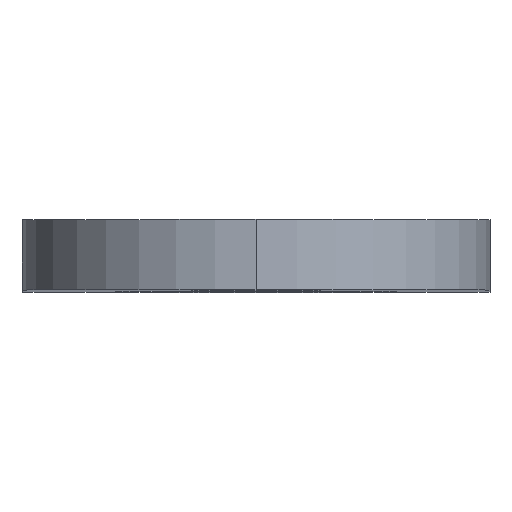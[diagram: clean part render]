
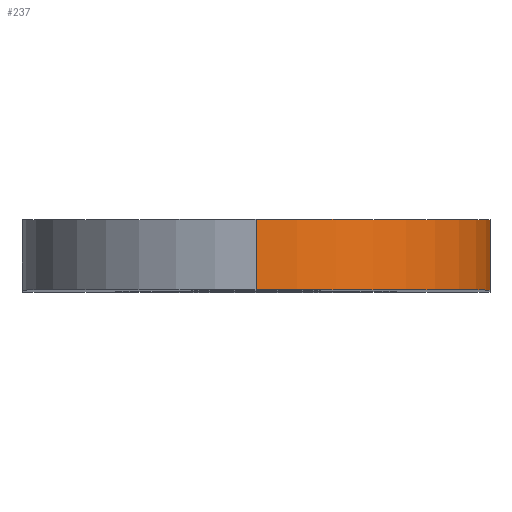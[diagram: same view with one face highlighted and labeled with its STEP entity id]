
A CAD part, top view. The second image highlights one B-rep face of the part: STEP entity #237.
In plain terms, the highlighted cylindrical face has radius 10 mm (diameter 20 mm), a partial arc.
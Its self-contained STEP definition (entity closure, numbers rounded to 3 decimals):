
#3 = CYLINDRICAL_SURFACE ( 'NONE', #349, 10. ) ;
#19 = DIRECTION ( 'NONE',  ( 0., -1., 0. ) ) ;
#26 = CARTESIAN_POINT ( 'NONE',  ( 10., 3., 25. ) ) ;
#33 = LINE ( 'NONE', #26, #592 ) ;
#53 = EDGE_CURVE ( 'NONE', #166, #468, #33, .T. ) ;
#128 = VERTEX_POINT ( 'NONE', #707 ) ;
#132 = CARTESIAN_POINT ( 'NONE',  ( 0., 3., 35. ) ) ;
#141 = DIRECTION ( 'NONE',  ( 0., 1., 0. ) ) ;
#152 = VECTOR ( 'NONE', #141, 1000. ) ;
#166 = VERTEX_POINT ( 'NONE', #508 ) ;
#208 = CARTESIAN_POINT ( 'NONE',  ( 0., 0., 25. ) ) ;
#229 = VERTEX_POINT ( 'NONE', #132 ) ;
#237 = ADVANCED_FACE ( 'NONE', ( #617 ), #3, .T. ) ;
#259 = CARTESIAN_POINT ( 'NONE',  ( 0., 3., 25. ) ) ;
#286 = DIRECTION ( 'NONE',  ( 0., 0., 1. ) ) ;
#287 = ORIENTED_EDGE ( 'NONE', *, *, #53, .F. ) ;
#296 = ORIENTED_EDGE ( 'NONE', *, *, #374, .F. ) ;
#333 = AXIS2_PLACEMENT_3D ( 'NONE', #208, #690, #696 ) ;
#345 = CIRCLE ( 'NONE', #794, 10. ) ;
#349 = AXIS2_PLACEMENT_3D ( 'NONE', #259, #629, #497 ) ;
#374 = EDGE_CURVE ( 'NONE', #229, #166, #345, .T. ) ;
#402 = CARTESIAN_POINT ( 'NONE',  ( 10., 0., 25. ) ) ;
#407 = CARTESIAN_POINT ( 'NONE',  ( 0., 3., 25. ) ) ;
#455 = CARTESIAN_POINT ( 'NONE',  ( 0., 3., 35. ) ) ;
#468 = VERTEX_POINT ( 'NONE', #402 ) ;
#489 = CIRCLE ( 'NONE', #333, 10. ) ;
#497 = DIRECTION ( 'NONE',  ( 0., 0., -1. ) ) ;
#500 = ORIENTED_EDGE ( 'NONE', *, *, #775, .F. ) ;
#508 = CARTESIAN_POINT ( 'NONE',  ( 10., 3., 25. ) ) ;
#592 = VECTOR ( 'NONE', #19, 1000. ) ;
#598 = ORIENTED_EDGE ( 'NONE', *, *, #741, .F. ) ;
#617 = FACE_OUTER_BOUND ( 'NONE', #654, .T. ) ;
#629 = DIRECTION ( 'NONE',  ( 0., -1., 0. ) ) ;
#654 = EDGE_LOOP ( 'NONE', ( #287, #296, #500, #598 ) ) ;
#690 = DIRECTION ( 'NONE',  ( 0., -1., 0. ) ) ;
#696 = DIRECTION ( 'NONE',  ( 0., 0., 1. ) ) ;
#703 = DIRECTION ( 'NONE',  ( 0., 1., 0. ) ) ;
#707 = CARTESIAN_POINT ( 'NONE',  ( 0., 0., 35. ) ) ;
#741 = EDGE_CURVE ( 'NONE', #468, #128, #489, .T. ) ;
#765 = LINE ( 'NONE', #455, #152 ) ;
#775 = EDGE_CURVE ( 'NONE', #128, #229, #765, .T. ) ;
#794 = AXIS2_PLACEMENT_3D ( 'NONE', #407, #703, #286 ) ;
